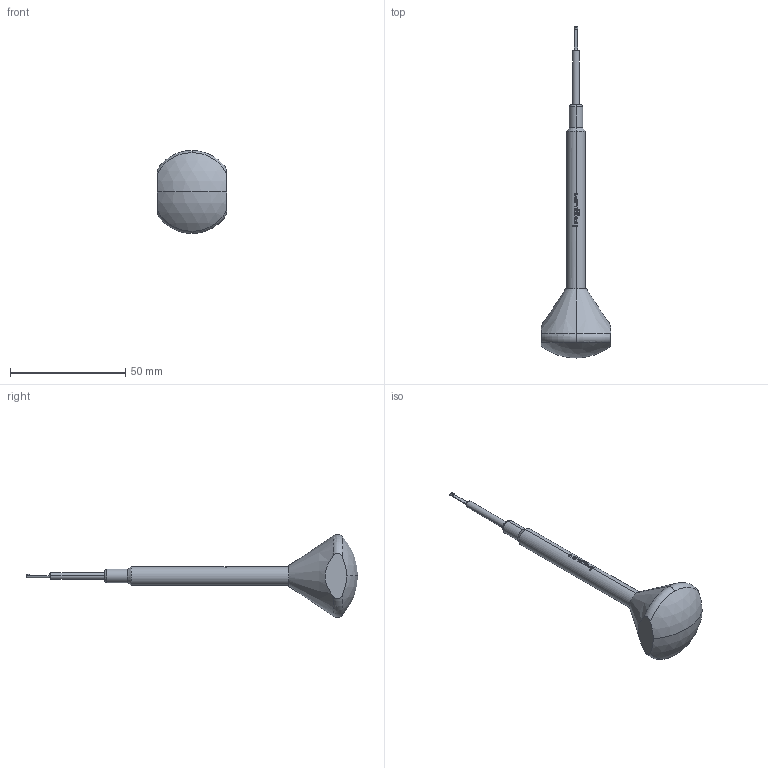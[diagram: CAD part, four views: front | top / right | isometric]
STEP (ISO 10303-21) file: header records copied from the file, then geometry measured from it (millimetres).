
FILE_DESCRIPTION (( 'STEP AP203' ), '1' );
FILE_NAME ('INGUN_SW-ZW-GKS-080.STEP', '2022-03-14T12:30:03', ( 'ochi' ), ( '' ), 'SwSTEP 2.0', 'SolidWorks 2018', '' );
FILE_SCHEMA (( 'CONFIG_CONTROL_DESIGN' ));
Length unit declared in the file: millimetre
Products named in the file (1): INGUN_SW-ZW-GKS-080
Bounding box: 30 x 144 x 36 mm (x, y, z)
Volume: 18844.1 mm3; surface area: 5317.5 mm2
Topology: 1 solids, 1 shells, 117 faces, 320 edges, 208 vertices
Faces by surface type: plane 52, cylinder 29, bspline 22, cone 9, torus 3, sphere 2
Entity records: 4209 total; most frequent: CARTESIAN_POINT 1312, ORIENTED_EDGE 640, DIRECTION 534, EDGE_CURVE 320, AXIS2_PLACEMENT_3D 212, VERTEX_POINT 208, EDGE_LOOP 120, FACE_OUTER_BOUND 117
